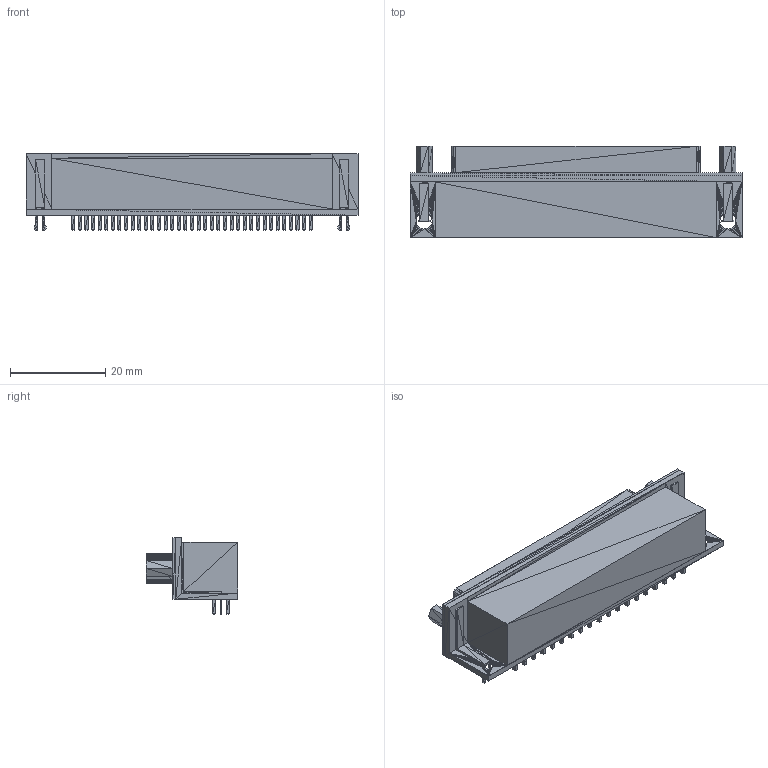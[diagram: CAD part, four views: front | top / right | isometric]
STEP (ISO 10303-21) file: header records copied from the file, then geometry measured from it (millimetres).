
FILE_DESCRIPTION(('STEP AP214'),'1');
FILE_NAME('CONN_5747843-4','2018-09-21T02:04:58',(''),(''),'','','');
FILE_SCHEMA(('AUTOMOTIVE_DESIGN'));
Length unit declared in the file: millimetre
Products named in the file (1): product
Bounding box: 69.7 x 19.18 x 16.1 mm (x, y, z)
Surface area: 8302.4 mm2 (no closed solid volume)
Topology: 0 solids, 2866 shells, 2866 faces, 8598 edges, 8598 vertices
Faces by surface type: plane 2866
Entity records: 94628 total; most frequent: CARTESIAN_POINT 20063, DIRECTION 14332, ORIENTED_EDGE 8598, EDGE_CURVE 8598, VERTEX_POINT 8598, LINE 8598, VECTOR 8598, AXIS2_PLACEMENT_3D 2867
